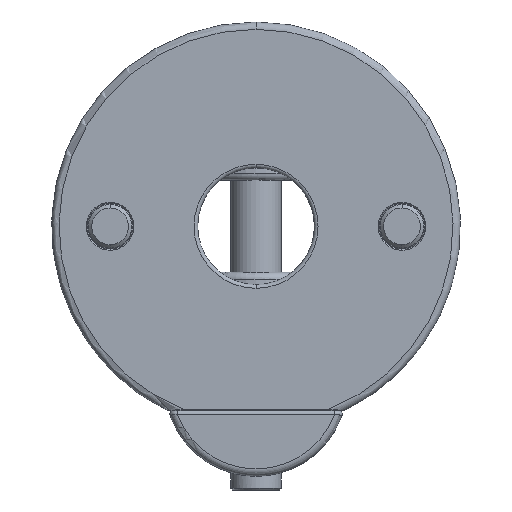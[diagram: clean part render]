
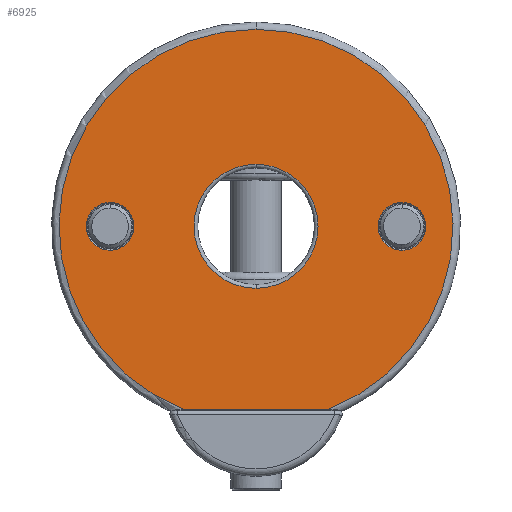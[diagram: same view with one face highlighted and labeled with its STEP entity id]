
A CAD part, front view. The second image highlights one B-rep face of the part: STEP entity #6925.
In plain terms, the highlighted planar face has unit normal (0, -1, 0).
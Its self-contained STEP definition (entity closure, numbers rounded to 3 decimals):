
#55 = CARTESIAN_POINT ( 'NONE',  ( 68.22, 9.238, 144.55 ) ) ;
#156 = CARTESIAN_POINT ( 'NONE',  ( -11.78, 9.238, 138. ) ) ;
#454 = CIRCLE ( 'NONE', #1957, 17. ) ;
#846 = AXIS2_PLACEMENT_3D ( 'NONE', #13574, #14746, #2834 ) ;
#879 = ORIENTED_EDGE ( 'NONE', *, *, #8067, .F. ) ;
#1504 = VERTEX_POINT ( 'NONE', #6838 ) ;
#1664 = CARTESIAN_POINT ( 'NONE',  ( 28.22, 9.238, 138. ) ) ;
#1670 = VERTEX_POINT ( 'NONE', #13992 ) ;
#1760 = EDGE_CURVE ( 'NONE', #11744, #1504, #11044, .T. ) ;
#1957 = AXIS2_PLACEMENT_3D ( 'NONE', #2993, #5790, #15176 ) ;
#2153 = DIRECTION ( 'NONE',  ( 0., 0., 1. ) ) ;
#2224 = EDGE_LOOP ( 'NONE', ( #14680, #8284 ) ) ;
#2343 = CARTESIAN_POINT ( 'NONE',  ( 44.22, 9.238, 138. ) ) ;
#2549 = FACE_BOUND ( 'NONE', #15024, .T. ) ;
#2708 = ORIENTED_EDGE ( 'NONE', *, *, #10980, .F. ) ;
#2834 = DIRECTION ( 'NONE',  ( 0., 0., 1. ) ) ;
#2993 = CARTESIAN_POINT ( 'NONE',  ( 28.22, 9.238, 138. ) ) ;
#3119 = CIRCLE ( 'NONE', #4180, 17. ) ;
#3515 = ORIENTED_EDGE ( 'NONE', *, *, #11126, .T. ) ;
#3820 = FACE_BOUND ( 'NONE', #16328, .T. ) ;
#4180 = AXIS2_PLACEMENT_3D ( 'NONE', #1664, #16424, #14921 ) ;
#4297 = AXIS2_PLACEMENT_3D ( 'NONE', #10872, #5343, #13521 ) ;
#4923 = CARTESIAN_POINT ( 'NONE',  ( 47.345, 9.238, 87.8 ) ) ;
#4943 = VERTEX_POINT ( 'NONE', #55 ) ;
#5059 = AXIS2_PLACEMENT_3D ( 'NONE', #9985, #15447, #12768 ) ;
#5061 = ORIENTED_EDGE ( 'NONE', *, *, #1760, .T. ) ;
#5343 = DIRECTION ( 'NONE',  ( 0., 1., 0. ) ) ;
#5559 = DIRECTION ( 'NONE',  ( 0., 1., 0. ) ) ;
#5790 = DIRECTION ( 'NONE',  ( 0., 1., 0. ) ) ;
#6189 = VERTEX_POINT ( 'NONE', #14982 ) ;
#6440 = DIRECTION ( 'NONE',  ( 0., 1., 0. ) ) ;
#6474 = EDGE_CURVE ( 'NONE', #4943, #15530, #11579, .T. ) ;
#6519 = CARTESIAN_POINT ( 'NONE',  ( 48.119, 9.238, 87.8 ) ) ;
#6765 = CIRCLE ( 'NONE', #10640, 6.55 ) ;
#6838 = CARTESIAN_POINT ( 'NONE',  ( -11.78, 9.238, 144.55 ) ) ;
#6925 = ADVANCED_FACE ( 'NONE', ( #12225, #3820, #2549, #14311 ), #9138, .F. ) ;
#7141 = EDGE_CURVE ( 'NONE', #1504, #11744, #6765, .T. ) ;
#7940 = AXIS2_PLACEMENT_3D ( 'NONE', #2343, #11748, #15775 ) ;
#7968 = VERTEX_POINT ( 'NONE', #14024 ) ;
#7977 = CIRCLE ( 'NONE', #14815, 54. ) ;
#8067 = EDGE_CURVE ( 'NONE', #7968, #14869, #7977, .T. ) ;
#8284 = ORIENTED_EDGE ( 'NONE', *, *, #6474, .T. ) ;
#8510 = VERTEX_POINT ( 'NONE', #15928 ) ;
#9138 = PLANE ( 'NONE',  #7940 ) ;
#9304 = CARTESIAN_POINT ( 'NONE',  ( 68.22, 9.238, 131.45 ) ) ;
#9547 = DIRECTION ( 'NONE',  ( 0., 0., 1. ) ) ;
#9985 = CARTESIAN_POINT ( 'NONE',  ( 28.22, 9.238, 138. ) ) ;
#10182 = CARTESIAN_POINT ( 'NONE',  ( 68.22, 9.238, 138. ) ) ;
#10309 = CARTESIAN_POINT ( 'NONE',  ( 28.22, 9.238, 138. ) ) ;
#10640 = AXIS2_PLACEMENT_3D ( 'NONE', #156, #5559, #9547 ) ;
#10872 = CARTESIAN_POINT ( 'NONE',  ( -11.78, 9.238, 138. ) ) ;
#10980 = EDGE_CURVE ( 'NONE', #6189, #7968, #14439, .T. ) ;
#11044 = CIRCLE ( 'NONE', #4297, 6.55 ) ;
#11126 = EDGE_CURVE ( 'NONE', #6189, #14869, #16727, .T. ) ;
#11350 = EDGE_CURVE ( 'NONE', #1670, #8510, #3119, .T. ) ;
#11579 = CIRCLE ( 'NONE', #846, 6.55 ) ;
#11677 = DIRECTION ( 'NONE',  ( 0., 0., 1. ) ) ;
#11744 = VERTEX_POINT ( 'NONE', #12437 ) ;
#11748 = DIRECTION ( 'NONE',  ( 0., 1., 0. ) ) ;
#11916 = CIRCLE ( 'NONE', #16873, 6.55 ) ;
#12225 = FACE_BOUND ( 'NONE', #2224, .T. ) ;
#12437 = CARTESIAN_POINT ( 'NONE',  ( -11.78, 9.238, 131.45 ) ) ;
#12726 = DIRECTION ( 'NONE',  ( 0., 1., 0. ) ) ;
#12768 = DIRECTION ( 'NONE',  ( 0., 0., 1. ) ) ;
#13278 = EDGE_LOOP ( 'NONE', ( #2708, #3515, #879 ) ) ;
#13296 = EDGE_CURVE ( 'NONE', #15530, #4943, #11916, .T. ) ;
#13521 = DIRECTION ( 'NONE',  ( 0., 0., 1. ) ) ;
#13574 = CARTESIAN_POINT ( 'NONE',  ( 68.22, 9.238, 138. ) ) ;
#13700 = ORIENTED_EDGE ( 'NONE', *, *, #11350, .T. ) ;
#13992 = CARTESIAN_POINT ( 'NONE',  ( 28.22, 9.238, 155. ) ) ;
#14024 = CARTESIAN_POINT ( 'NONE',  ( 28.22, 9.238, 192. ) ) ;
#14311 = FACE_OUTER_BOUND ( 'NONE', #13278, .T. ) ;
#14439 = CIRCLE ( 'NONE', #5059, 54. ) ;
#14509 = DIRECTION ( 'NONE',  ( 1., 0., 0. ) ) ;
#14680 = ORIENTED_EDGE ( 'NONE', *, *, #13296, .T. ) ;
#14746 = DIRECTION ( 'NONE',  ( 0., 1., 0. ) ) ;
#14815 = AXIS2_PLACEMENT_3D ( 'NONE', #10309, #6440, #11677 ) ;
#14869 = VERTEX_POINT ( 'NONE', #6519 ) ;
#14921 = DIRECTION ( 'NONE',  ( 0., 0., 1. ) ) ;
#14982 = CARTESIAN_POINT ( 'NONE',  ( 8.322, 9.238, 87.8 ) ) ;
#15024 = EDGE_LOOP ( 'NONE', ( #13700, #17361 ) ) ;
#15176 = DIRECTION ( 'NONE',  ( 0., 0., 1. ) ) ;
#15447 = DIRECTION ( 'NONE',  ( 0., 1., 0. ) ) ;
#15530 = VERTEX_POINT ( 'NONE', #9304 ) ;
#15775 = DIRECTION ( 'NONE',  ( 0., 0., 1. ) ) ;
#15928 = CARTESIAN_POINT ( 'NONE',  ( 28.22, 9.238, 121. ) ) ;
#16185 = ORIENTED_EDGE ( 'NONE', *, *, #7141, .T. ) ;
#16328 = EDGE_LOOP ( 'NONE', ( #5061, #16185 ) ) ;
#16424 = DIRECTION ( 'NONE',  ( 0., 1., 0. ) ) ;
#16541 = VECTOR ( 'NONE', #14509, 1000. ) ;
#16727 = LINE ( 'NONE', #4923, #16541 ) ;
#16873 = AXIS2_PLACEMENT_3D ( 'NONE', #10182, #12726, #2153 ) ;
#17197 = EDGE_CURVE ( 'NONE', #8510, #1670, #454, .T. ) ;
#17361 = ORIENTED_EDGE ( 'NONE', *, *, #17197, .T. ) ;
